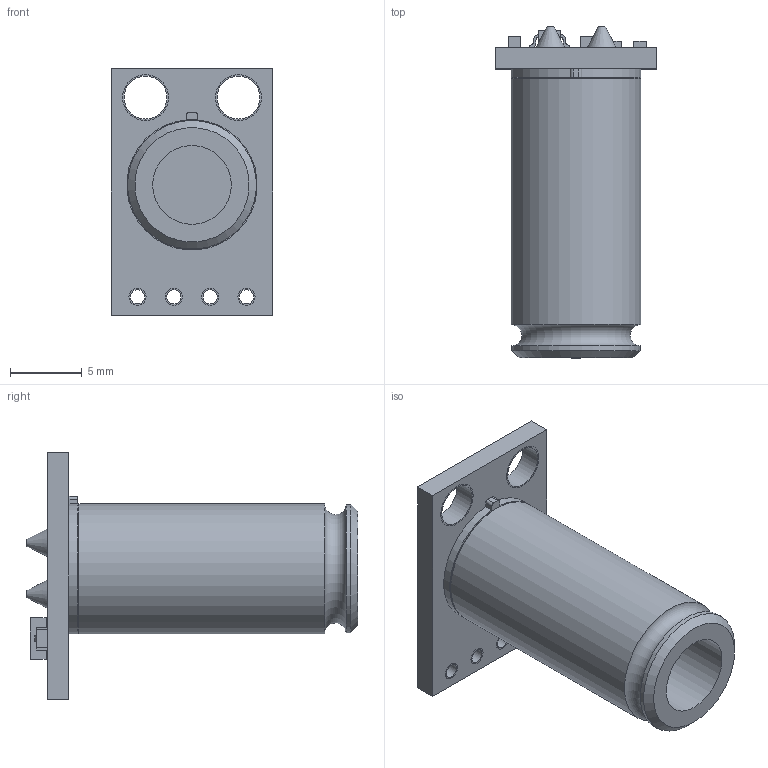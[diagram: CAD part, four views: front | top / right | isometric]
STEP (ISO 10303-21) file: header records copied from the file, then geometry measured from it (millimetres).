
FILE_DESCRIPTION(/* description */ (''),/* implementation_level */ '2;1');
FILE_NAME(/* name */ 'MLX90614ESF-LongRange_Module v6.step',/* time_stamp */ '2023-03-13T20:13:44-07:00',/* author */ (''),/* organization */ (''),/* preprocessor_version */ 'ST-DEVELOPER v19.2',/* originating_system */ 'Autodesk Translation Framework v11.17.0.187',/* authorisation */ '');
FILE_SCHEMA (('AUTOMOTIVE_DESIGN { 1 0 10303 214 3 1 1 }'));
Length unit declared in the file: millimetre
Products named in the file (9): MLX90614ESF-LongRange_Module; module_board; toc-can_soldering; 472_smd_resistor1; 472_smd_resistor2; capacitor1; capacitor (1); SOT-23_XC6206; MLX90614xCI_SensorTube v6
Assembly tree (8 placements, depth 2):
  MLX90614ESF-LongRange_Module
    module_board
    toc-can_soldering
    472_smd_resistor1
    472_smd_resistor2
    capacitor1
    capacitor (1)
    SOT-23_XC6206
    MLX90614xCI_SensorTube v6
Bounding box: 11.3 x 23.2 x 17.2 mm (x, y, z)
Volume: 1108.8 mm3; surface area: 1851 mm2
Topology: 29 solids, 29 shells, 388 faces, 923 edges, 615 vertices
Faces by surface type: plane 218, bspline 120, cylinder 44, cone 5, torus 1
Full cylindrical faces by diameter (mm): 0.45 x4, 1 x4, 1.2 x8, 1.6 x3, 3 x2, 3.2 x4, 5.5 x1, 8.92 x1, 9 x1, 9.12 x1
Entity records: 12626 total; most frequent: CARTESIAN_POINT 3983, ORIENTED_EDGE 1846, DIRECTION 1353, EDGE_CURVE 923, VERTEX_POINT 615, LINE 583, VECTOR 583, EDGE_LOOP 436
